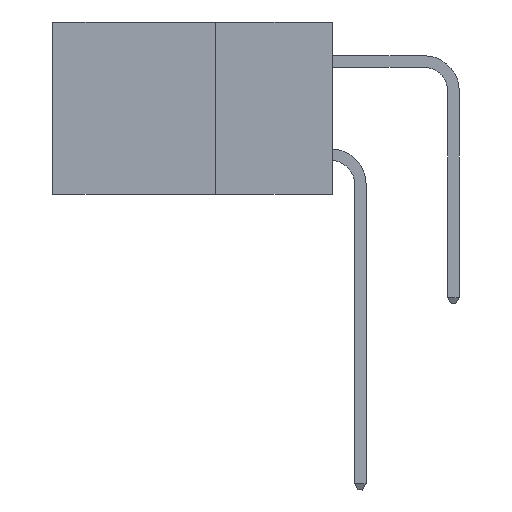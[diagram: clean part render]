
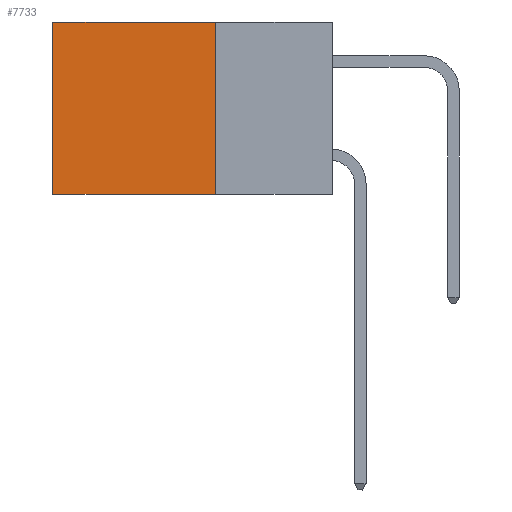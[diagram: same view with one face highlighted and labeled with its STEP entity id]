
A CAD part, left-side view. The second image highlights one B-rep face of the part: STEP entity #7733.
In plain terms, the highlighted planar face has unit normal (-1, 0, 0).
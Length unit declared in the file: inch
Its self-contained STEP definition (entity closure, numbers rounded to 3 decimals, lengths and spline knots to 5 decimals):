
#390 = VERTEX_POINT ( 'NONE', #1353 ) ;
#764 = CARTESIAN_POINT ( 'NONE',  ( 0.298, 0.25, 0. ) ) ;
#784 = ORIENTED_EDGE ( 'NONE', *, *, #3141, .T. ) ;
#914 = DIRECTION ( 'NONE',  ( 0., 1., 0. ) ) ;
#1192 = EDGE_LOOP ( 'NONE', ( #4566, #2655, #10341, #784 ) ) ;
#1237 = CARTESIAN_POINT ( 'NONE',  ( 0.298, 0.6, 0. ) ) ;
#1353 = CARTESIAN_POINT ( 'NONE',  ( 0.298, 0.25, 0. ) ) ;
#1367 = VERTEX_POINT ( 'NONE', #7858 ) ;
#1766 = VERTEX_POINT ( 'NONE', #2912 ) ;
#2655 = ORIENTED_EDGE ( 'NONE', *, *, #11283, .F. ) ;
#2912 = CARTESIAN_POINT ( 'NONE',  ( 0.298, 0.6, 0. ) ) ;
#3139 = CARTESIAN_POINT ( 'NONE',  ( 0.298, 0.25, -0.37 ) ) ;
#3141 = EDGE_CURVE ( 'NONE', #390, #1766, #11697, .T. ) ;
#3561 = EDGE_CURVE ( 'NONE', #390, #7918, #11981, .T. ) ;
#3760 = VECTOR ( 'NONE', #914, 39.37008 ) ;
#3844 = EDGE_CURVE ( 'NONE', #1766, #1367, #7786, .T. ) ;
#4068 = VECTOR ( 'NONE', #12701, 39.37008 ) ;
#4566 = ORIENTED_EDGE ( 'NONE', *, *, #3844, .T. ) ;
#5441 = AXIS2_PLACEMENT_3D ( 'NONE', #10850, #11843, #5897 ) ;
#5897 = DIRECTION ( 'NONE',  ( 0., 0., -1. ) ) ;
#6191 = DIRECTION ( 'NONE',  ( 0., 0., -1. ) ) ;
#7733 = ADVANCED_FACE ( 'NONE', ( #11920 ), #9858, .F. ) ;
#7786 = LINE ( 'NONE', #1237, #8876 ) ;
#7858 = CARTESIAN_POINT ( 'NONE',  ( 0.298, 0.6, -0.37 ) ) ;
#7918 = VERTEX_POINT ( 'NONE', #3139 ) ;
#7941 = CARTESIAN_POINT ( 'NONE',  ( 0.298, 0.25, 0. ) ) ;
#8876 = VECTOR ( 'NONE', #6191, 39.37008 ) ;
#8960 = CARTESIAN_POINT ( 'NONE',  ( 0.298, 0.25, -0.37 ) ) ;
#9858 = PLANE ( 'NONE',  #5441 ) ;
#9996 = VECTOR ( 'NONE', #12890, 39.37008 ) ;
#10321 = LINE ( 'NONE', #8960, #9996 ) ;
#10341 = ORIENTED_EDGE ( 'NONE', *, *, #3561, .F. ) ;
#10850 = CARTESIAN_POINT ( 'NONE',  ( 0.298, 0.25, 0. ) ) ;
#11283 = EDGE_CURVE ( 'NONE', #7918, #1367, #10321, .T. ) ;
#11697 = LINE ( 'NONE', #7941, #3760 ) ;
#11843 = DIRECTION ( 'NONE',  ( 1., 0., 0. ) ) ;
#11920 = FACE_OUTER_BOUND ( 'NONE', #1192, .T. ) ;
#11981 = LINE ( 'NONE', #764, #4068 ) ;
#12701 = DIRECTION ( 'NONE',  ( 0., 0., -1. ) ) ;
#12890 = DIRECTION ( 'NONE',  ( 0., 1., 0. ) ) ;
